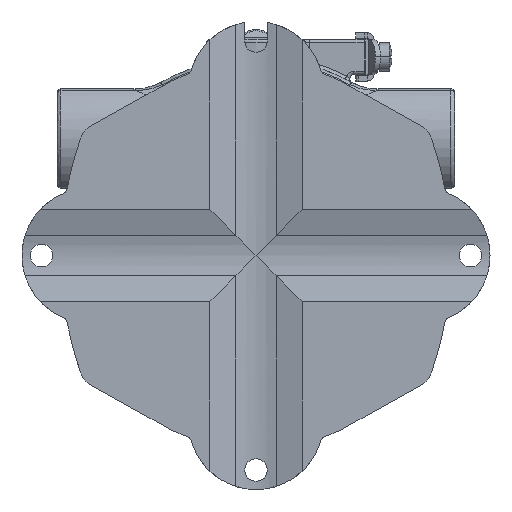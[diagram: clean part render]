
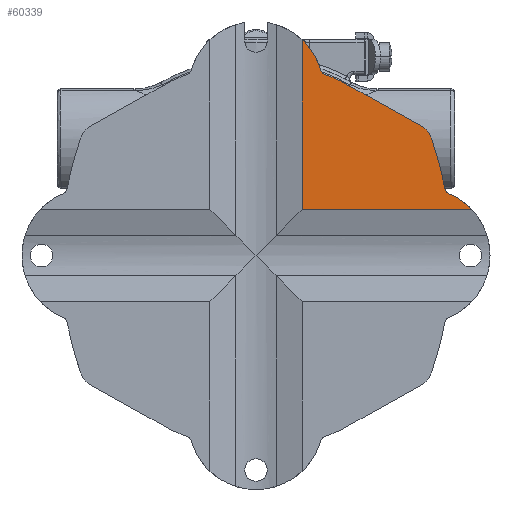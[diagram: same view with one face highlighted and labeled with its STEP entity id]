
A CAD part, front view. The second image highlights one B-rep face of the part: STEP entity #60339.
In plain terms, the highlighted planar face has unit normal (0, -1, 0).
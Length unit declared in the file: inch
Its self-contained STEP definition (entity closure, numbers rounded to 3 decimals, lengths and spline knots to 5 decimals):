
#296 = EDGE_CURVE ( 'NONE', #45895, #82732, #94007, .T. ) ;
#2741 = DIRECTION ( 'NONE',  ( 0., 0., 1. ) ) ;
#3158 = EDGE_CURVE ( 'NONE', #105777, #72354, #34279, .T. ) ;
#3172 = VERTEX_POINT ( 'NONE', #51493 ) ;
#3948 = ORIENTED_EDGE ( 'NONE', *, *, #13958, .T. ) ;
#4225 = VERTEX_POINT ( 'NONE', #49201 ) ;
#5682 = CARTESIAN_POINT ( 'NONE',  ( 1.82537, -2.81496, 1.44368 ) ) ;
#6745 = DIRECTION ( 'NONE',  ( 0., 1., 0. ) ) ;
#8725 = ORIENTED_EDGE ( 'NONE', *, *, #47763, .F. ) ;
#8920 = VECTOR ( 'NONE', #68487, 39.37008 ) ;
#11201 = ORIENTED_EDGE ( 'NONE', *, *, #45041, .T. ) ;
#13071 = CARTESIAN_POINT ( 'NONE',  ( 1.95193, -2.81496, 1.29173 ) ) ;
#13958 = EDGE_CURVE ( 'NONE', #28915, #4225, #51551, .T. ) ;
#15824 = DIRECTION ( 'NONE',  ( 0., 1., 0. ) ) ;
#18282 = ORIENTED_EDGE ( 'NONE', *, *, #24971, .F. ) ;
#18966 = EDGE_CURVE ( 'NONE', #82732, #4225, #75398, .T. ) ;
#20055 = CARTESIAN_POINT ( 'NONE',  ( 0.51181, -2.81496, 2.39592 ) ) ;
#21717 = AXIS2_PLACEMENT_3D ( 'NONE', #63914, #53663, #104630 ) ;
#24150 = DIRECTION ( 'NONE',  ( 0., 1., 0. ) ) ;
#24808 = PLANE ( 'NONE',  #47003 ) ;
#24971 = EDGE_CURVE ( 'NONE', #28915, #3172, #68791, .T. ) ;
#25684 = DIRECTION ( 'NONE',  ( 0., 0., -1. ) ) ;
#26206 = LINE ( 'NONE', #92328, #90845 ) ;
#28339 = DIRECTION ( 'NONE',  ( 0., 0., -1. ) ) ;
#28471 = ORIENTED_EDGE ( 'NONE', *, *, #296, .F. ) ;
#28661 = EDGE_LOOP ( 'NONE', ( #106671, #28471, #8725, #55262, #81876, #33800, #11201, #40898, #18282, #3948 ) ) ;
#28915 = VERTEX_POINT ( 'NONE', #41929 ) ;
#33800 = ORIENTED_EDGE ( 'NONE', *, *, #3158, .F. ) ;
#34279 = CIRCLE ( 'NONE', #94909, 0.74803 ) ;
#34830 = AXIS2_PLACEMENT_3D ( 'NONE', #47432, #24150, #40357 ) ;
#36524 = CIRCLE ( 'NONE', #34830, 0.07874 ) ;
#40357 = DIRECTION ( 'NONE',  ( 0., 0., 1. ) ) ;
#40712 = DIRECTION ( 'NONE',  ( 0., 0., 1. ) ) ;
#40898 = ORIENTED_EDGE ( 'NONE', *, *, #92765, .T. ) ;
#40899 = DIRECTION ( 'NONE',  ( 0., 1., 0. ) ) ;
#41322 = CARTESIAN_POINT ( 'NONE',  ( 0.764, -2.81496, 2.01278 ) ) ;
#41929 = CARTESIAN_POINT ( 'NONE',  ( 2.14199, -2.81496, 0.68886 ) ) ;
#43767 = AXIS2_PLACEMENT_3D ( 'NONE', #56091, #40899, #107074 ) ;
#45041 = EDGE_CURVE ( 'NONE', #105777, #97021, #26206, .T. ) ;
#45895 = VERTEX_POINT ( 'NONE', #5682 ) ;
#47003 = AXIS2_PLACEMENT_3D ( 'NONE', #105600, #89859, #56224 ) ;
#47432 = CARTESIAN_POINT ( 'NONE',  ( 0.79243, -2.81496, 2.08621 ) ) ;
#47763 = EDGE_CURVE ( 'NONE', #71809, #45895, #75840, .T. ) ;
#49201 = CARTESIAN_POINT ( 'NONE',  ( 2.09532, -2.81496, 0.74673 ) ) ;
#49896 = CIRCLE ( 'NONE', #72491, 2.11614 ) ;
#51415 = DIRECTION ( 'NONE',  ( 0.873, 0., -0.488 ) ) ;
#51493 = CARTESIAN_POINT ( 'NONE',  ( 2.39592, -2.81496, 0.51181 ) ) ;
#51551 = CIRCLE ( 'NONE', #55028, 0.07874 ) ;
#53663 = DIRECTION ( 'NONE',  ( 0., 1., 0. ) ) ;
#55028 = AXIS2_PLACEMENT_3D ( 'NONE', #62527, #6745, #105929 ) ;
#55262 = ORIENTED_EDGE ( 'NONE', *, *, #68959, .F. ) ;
#56091 = CARTESIAN_POINT ( 'NONE',  ( 1.69099, -2.81496, 1.20308 ) ) ;
#56224 = DIRECTION ( 'NONE',  ( 0., 0., -1. ) ) ;
#56600 = CARTESIAN_POINT ( 'NONE',  ( 0.71696, -2.81496, 2.06374 ) ) ;
#60339 = ADVANCED_FACE ( 'NONE', ( #97456 ), #24808, .T. ) ;
#62527 = CARTESIAN_POINT ( 'NONE',  ( 2.17268, -2.81496, 0.76137 ) ) ;
#63914 = CARTESIAN_POINT ( 'NONE',  ( -1.85039, -2.81496, 0. ) ) ;
#68487 = DIRECTION ( 'NONE',  ( 1., 0., 0. ) ) ;
#68791 = CIRCLE ( 'NONE', #98248, 0.74803 ) ;
#68827 = DIRECTION ( 'NONE',  ( 0., 1., 0. ) ) ;
#68959 = EDGE_CURVE ( 'NONE', #89324, #71809, #49896, .T. ) ;
#68988 = DIRECTION ( 'NONE',  ( 0., 1., 0. ) ) ;
#70085 = LINE ( 'NONE', #102144, #8920 ) ;
#71809 = VERTEX_POINT ( 'NONE', #72595 ) ;
#72354 = VERTEX_POINT ( 'NONE', #56600 ) ;
#72491 = AXIS2_PLACEMENT_3D ( 'NONE', #78193, #68988, #28339 ) ;
#72595 = CARTESIAN_POINT ( 'NONE',  ( 1.03189, -2.81496, 1.88687 ) ) ;
#75398 = CIRCLE ( 'NONE', #21717, 4.01575 ) ;
#75840 = LINE ( 'NONE', #91584, #101538 ) ;
#78007 = CARTESIAN_POINT ( 'NONE',  ( 0.51181, -2.81496, 0.51181 ) ) ;
#78193 = CARTESIAN_POINT ( 'NONE',  ( 0., -2.81496, 0.03937 ) ) ;
#81876 = ORIENTED_EDGE ( 'NONE', *, *, #92525, .T. ) ;
#82732 = VERTEX_POINT ( 'NONE', #13071 ) ;
#84040 = CARTESIAN_POINT ( 'NONE',  ( 0., -2.81496, 1.85039 ) ) ;
#89324 = VERTEX_POINT ( 'NONE', #41322 ) ;
#89859 = DIRECTION ( 'NONE',  ( 0., -1., 0. ) ) ;
#90845 = VECTOR ( 'NONE', #25684, 39.37008 ) ;
#91584 = CARTESIAN_POINT ( 'NONE',  ( 1.91598, -2.81496, 1.39308 ) ) ;
#91701 = CARTESIAN_POINT ( 'NONE',  ( 1.85039, -2.81496, 0. ) ) ;
#92328 = CARTESIAN_POINT ( 'NONE',  ( 0.51181, -2.81496, 3.11818 ) ) ;
#92525 = EDGE_CURVE ( 'NONE', #89324, #72354, #36524, .T. ) ;
#92765 = EDGE_CURVE ( 'NONE', #97021, #3172, #70085, .T. ) ;
#94007 = CIRCLE ( 'NONE', #43767, 0.27559 ) ;
#94909 = AXIS2_PLACEMENT_3D ( 'NONE', #84040, #68827, #2741 ) ;
#97021 = VERTEX_POINT ( 'NONE', #78007 ) ;
#97456 = FACE_OUTER_BOUND ( 'NONE', #28661, .T. ) ;
#98248 = AXIS2_PLACEMENT_3D ( 'NONE', #91701, #15824, #40712 ) ;
#101538 = VECTOR ( 'NONE', #51415, 39.37008 ) ;
#102144 = CARTESIAN_POINT ( 'NONE',  ( 0., -2.81496, 0.51181 ) ) ;
#104630 = DIRECTION ( 'NONE',  ( 0., 0., -1. ) ) ;
#105600 = CARTESIAN_POINT ( 'NONE',  ( 0., -2.81496, 0. ) ) ;
#105777 = VERTEX_POINT ( 'NONE', #20055 ) ;
#105929 = DIRECTION ( 'NONE',  ( 0., 0., -1. ) ) ;
#106671 = ORIENTED_EDGE ( 'NONE', *, *, #18966, .F. ) ;
#107074 = DIRECTION ( 'NONE',  ( 0., 0., 1. ) ) ;
